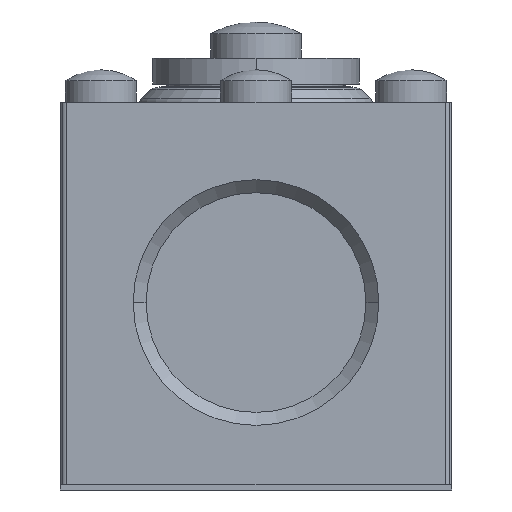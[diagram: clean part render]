
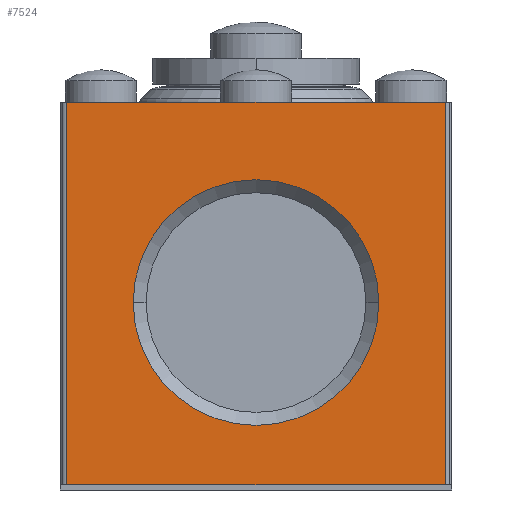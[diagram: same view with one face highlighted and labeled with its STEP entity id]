
A CAD part, front view. The second image highlights one B-rep face of the part: STEP entity #7524.
In plain terms, the highlighted planar face has unit normal (0, -1, 0).
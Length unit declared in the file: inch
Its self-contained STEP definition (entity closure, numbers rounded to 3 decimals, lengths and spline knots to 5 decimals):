
#6 = FACE_OUTER_BOUND ( 'NONE', #1152, .T. ) ;
#294 = CARTESIAN_POINT ( 'NONE',  ( 0.37402, -2.14567, 0.57087 ) ) ;
#297 = DIRECTION ( 'NONE',  ( 1., 0., 0. ) ) ;
#834 = CARTESIAN_POINT ( 'NONE',  ( -0.57677, -2.14567, 0.01575 ) ) ;
#837 = LINE ( 'NONE', #8477, #1485 ) ;
#947 = DIRECTION ( 'NONE',  ( -1., 0., 0. ) ) ;
#1000 = DIRECTION ( 'NONE',  ( 1., 0., 0. ) ) ;
#1008 = CIRCLE ( 'NONE', #8829, 0.37402 ) ;
#1152 = EDGE_LOOP ( 'NONE', ( #8182, #5622, #1264, #8464, #3724, #10159 ) ) ;
#1264 = ORIENTED_EDGE ( 'NONE', *, *, #7957, .T. ) ;
#1400 = EDGE_CURVE ( 'NONE', #6937, #10658, #4982, .T. ) ;
#1480 = EDGE_CURVE ( 'NONE', #2275, #5796, #5225, .T. ) ;
#1485 = VECTOR ( 'NONE', #4301, 39.37008 ) ;
#1653 = CARTESIAN_POINT ( 'NONE',  ( -0.57677, -2.14567, 0.01575 ) ) ;
#1708 = DIRECTION ( 'NONE',  ( 0., 0., 1. ) ) ;
#1750 = CARTESIAN_POINT ( 'NONE',  ( 0.59646, -2.14567, 0. ) ) ;
#1776 = CARTESIAN_POINT ( 'NONE',  ( 0., -2.14567, 0.57087 ) ) ;
#1936 = EDGE_LOOP ( 'NONE', ( #5612, #3192 ) ) ;
#1973 = VECTOR ( 'NONE', #1708, 39.37008 ) ;
#2228 = DIRECTION ( 'NONE',  ( 1., 0., 0. ) ) ;
#2275 = VERTEX_POINT ( 'NONE', #294 ) ;
#2331 = DIRECTION ( 'NONE',  ( -1., 0., 0. ) ) ;
#2496 = AXIS2_PLACEMENT_3D ( 'NONE', #1750, #4226, #4131 ) ;
#2772 = CARTESIAN_POINT ( 'NONE',  ( -0.47244, -2.14567, 1.1811 ) ) ;
#2810 = VERTEX_POINT ( 'NONE', #2772 ) ;
#2888 = CARTESIAN_POINT ( 'NONE',  ( 0.47244, -2.14567, 1.1811 ) ) ;
#2987 = CARTESIAN_POINT ( 'NONE',  ( -0.57677, -2.14567, 1.1811 ) ) ;
#3023 = VERTEX_POINT ( 'NONE', #3243 ) ;
#3164 = LINE ( 'NONE', #9733, #3925 ) ;
#3192 = ORIENTED_EDGE ( 'NONE', *, *, #5661, .T. ) ;
#3243 = CARTESIAN_POINT ( 'NONE',  ( 0.57677, -2.14567, 1.1811 ) ) ;
#3334 = DIRECTION ( 'NONE',  ( 0., 1., 0. ) ) ;
#3575 = EDGE_CURVE ( 'NONE', #9508, #2810, #5494, .T. ) ;
#3706 = EDGE_CURVE ( 'NONE', #2810, #10658, #6538, .T. ) ;
#3724 = ORIENTED_EDGE ( 'NONE', *, *, #3706, .T. ) ;
#3788 = EDGE_CURVE ( 'NONE', #3023, #10562, #837, .T. ) ;
#3925 = VECTOR ( 'NONE', #2228, 39.37008 ) ;
#4131 = DIRECTION ( 'NONE',  ( 0., 0., -1. ) ) ;
#4226 = DIRECTION ( 'NONE',  ( 0., -1., 0. ) ) ;
#4301 = DIRECTION ( 'NONE',  ( 0., 0., -1. ) ) ;
#4321 = DIRECTION ( 'NONE',  ( 0., 1., 0. ) ) ;
#4368 = DIRECTION ( 'NONE',  ( -1., 0., 0. ) ) ;
#4655 = CARTESIAN_POINT ( 'NONE',  ( 0.57677, -2.14567, 1.1811 ) ) ;
#4981 = VECTOR ( 'NONE', #4368, 39.37008 ) ;
#4982 = LINE ( 'NONE', #1653, #1973 ) ;
#5225 = CIRCLE ( 'NONE', #8432, 0.37402 ) ;
#5494 = LINE ( 'NONE', #10022, #7194 ) ;
#5612 = ORIENTED_EDGE ( 'NONE', *, *, #1480, .T. ) ;
#5622 = ORIENTED_EDGE ( 'NONE', *, *, #3788, .F. ) ;
#5661 = EDGE_CURVE ( 'NONE', #5796, #2275, #1008, .T. ) ;
#5796 = VERTEX_POINT ( 'NONE', #8123 ) ;
#5929 = CARTESIAN_POINT ( 'NONE',  ( -0.47244, -2.14567, 1.1811 ) ) ;
#6211 = VECTOR ( 'NONE', #2331, 39.37008 ) ;
#6538 = LINE ( 'NONE', #5929, #4981 ) ;
#6790 = EDGE_CURVE ( 'NONE', #6937, #10562, #3164, .T. ) ;
#6937 = VERTEX_POINT ( 'NONE', #834 ) ;
#7003 = CARTESIAN_POINT ( 'NONE',  ( 0.57677, -2.14567, 0.01575 ) ) ;
#7194 = VECTOR ( 'NONE', #947, 39.37008 ) ;
#7524 = ADVANCED_FACE ( 'NONE', ( #9370, #6 ), #9204, .T. ) ;
#7957 = EDGE_CURVE ( 'NONE', #3023, #9508, #8442, .T. ) ;
#8123 = CARTESIAN_POINT ( 'NONE',  ( -0.37402, -2.14567, 0.57087 ) ) ;
#8182 = ORIENTED_EDGE ( 'NONE', *, *, #6790, .T. ) ;
#8432 = AXIS2_PLACEMENT_3D ( 'NONE', #1776, #4321, #1000 ) ;
#8442 = LINE ( 'NONE', #4655, #6211 ) ;
#8464 = ORIENTED_EDGE ( 'NONE', *, *, #3575, .T. ) ;
#8477 = CARTESIAN_POINT ( 'NONE',  ( 0.57677, -2.14567, 1.1811 ) ) ;
#8829 = AXIS2_PLACEMENT_3D ( 'NONE', #9150, #3334, #297 ) ;
#9150 = CARTESIAN_POINT ( 'NONE',  ( 0., -2.14567, 0.57087 ) ) ;
#9204 = PLANE ( 'NONE',  #2496 ) ;
#9370 = FACE_BOUND ( 'NONE', #1936, .T. ) ;
#9508 = VERTEX_POINT ( 'NONE', #2888 ) ;
#9733 = CARTESIAN_POINT ( 'NONE',  ( -0.57677, -2.14567, 0.01575 ) ) ;
#10022 = CARTESIAN_POINT ( 'NONE',  ( 0.47244, -2.14567, 1.1811 ) ) ;
#10159 = ORIENTED_EDGE ( 'NONE', *, *, #1400, .F. ) ;
#10562 = VERTEX_POINT ( 'NONE', #7003 ) ;
#10658 = VERTEX_POINT ( 'NONE', #2987 ) ;
